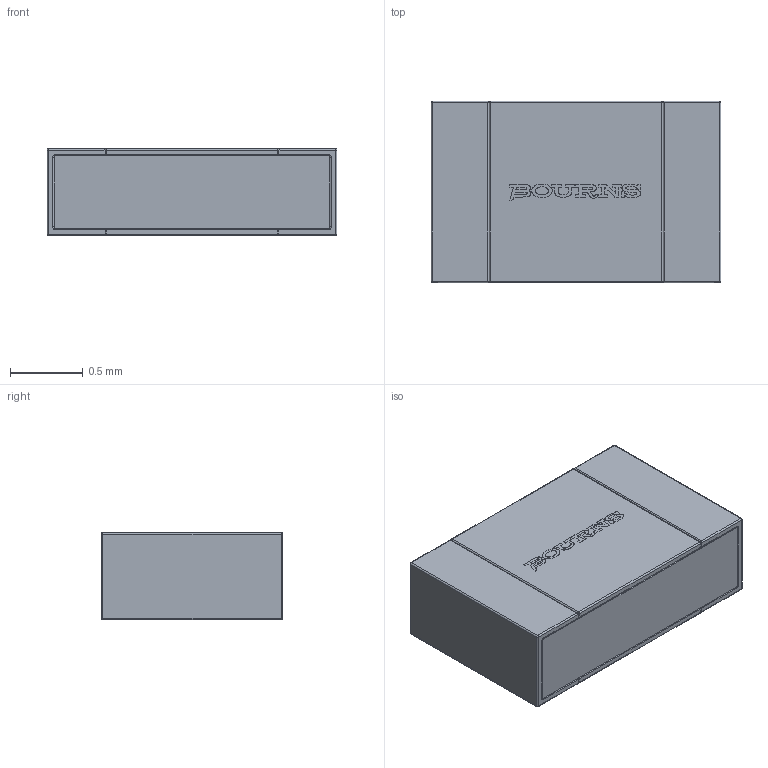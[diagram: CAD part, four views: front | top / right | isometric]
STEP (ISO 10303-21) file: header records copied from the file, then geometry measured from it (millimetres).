
FILE_DESCRIPTION(/* description */ (''),/* implementation_level */ '2;1');
FILE_NAME(/* name */ '0805.stp',/* time_stamp */ '2020-05-28T01:34:59+02:00',/* author */ ('khaled'),/* organization */ (''),/* preprocessor_version */ 'ST-DEVELOPER v17.2',/* originating_system */ 'Autodesk Inventor 2019',/* authorisation */ '');
FILE_SCHEMA (('AUTOMOTIVE_DESIGN { 1 0 10303 214 3 1 1 }'));
Length unit declared in the file: millimetre
Products named in the file (6): 0603; body; pad; top; top_1; Bourns
Assembly tree (6 placements, depth 2):
  0603
    body
    pad  x2
    top
    top_1
    Bourns
Bounding box: 2 x 1.25 x 0.6 mm (x, y, z)
Volume: 1.5 mm3; surface area: 21.3 mm2
Topology: 11 solids, 11 shells, 356 faces, 898 edges, 564 vertices
Faces by surface type: plane 135, bspline 125, cylinder 64, sphere 24, torus 8
Entity records: 10462 total; most frequent: CARTESIAN_POINT 3143, ORIENTED_EDGE 1636, DIRECTION 1162, EDGE_CURVE 818, VERTEX_POINT 520, LINE 484, VECTOR 484, AXIS2_PLACEMENT_3D 339
